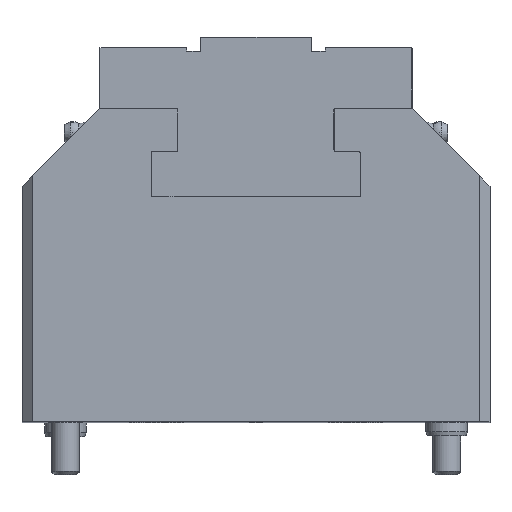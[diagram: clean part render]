
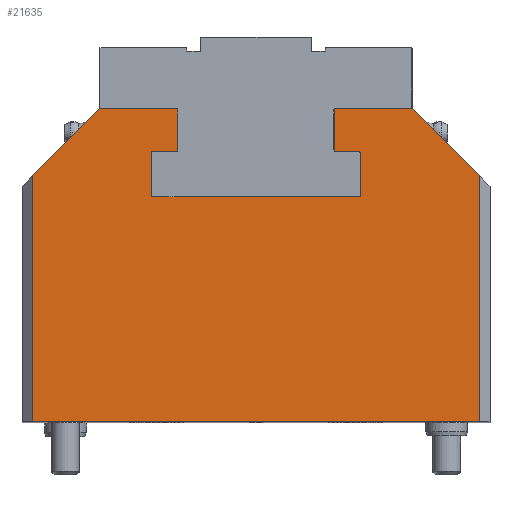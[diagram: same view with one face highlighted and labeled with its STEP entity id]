
A CAD part, top view. The second image highlights one B-rep face of the part: STEP entity #21635.
In plain terms, the highlighted planar face has unit normal (0, 0, 1).
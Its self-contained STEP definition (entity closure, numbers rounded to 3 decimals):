
#1329=LINE('',#29358,#3100);
#1342=LINE('',#29394,#3113);
#1427=LINE('',#30042,#3198);
#1714=LINE('',#31810,#3485);
#1722=LINE('',#31829,#3493);
#1728=LINE('',#31844,#3499);
#1732=LINE('',#31855,#3503);
#1733=LINE('',#31860,#3504);
#1735=LINE('',#31884,#3506);
#1736=LINE('',#31886,#3507);
#1737=LINE('',#31888,#3508);
#1738=LINE('',#31889,#3509);
#1739=LINE('',#31890,#3510);
#1740=LINE('',#31891,#3511);
#3100=VECTOR('',#24373,10.);
#3113=VECTOR('',#24396,10.);
#3198=VECTOR('',#24503,10.);
#3485=VECTOR('',#25726,10.);
#3493=VECTOR('',#25740,10.);
#3499=VECTOR('',#25754,10.);
#3503=VECTOR('',#25768,10.);
#3504=VECTOR('',#25775,10.);
#3506=VECTOR('',#25781,10.);
#3507=VECTOR('',#25782,10.);
#3508=VECTOR('',#25783,10.);
#3509=VECTOR('',#25784,10.);
#3510=VECTOR('',#25785,10.);
#3511=VECTOR('',#25786,10.);
#6571=FACE_OUTER_BOUND('',#7854,.T.);
#7854=EDGE_LOOP('',(#16132,#16133,#16134,#16135,#16136,#16137,#16138,#16139,
#16140,#16141,#16142,#16143,#16144,#16145,#16146,#16147,#16148,#16149));
#9144=CIRCLE('',#23236,1.2);
#9145=CIRCLE('',#23239,1.2);
#9146=CIRCLE('',#23241,0.4);
#9147=CIRCLE('',#23244,0.4);
#9517=VERTEX_POINT('',#29352);
#9519=VERTEX_POINT('',#29356);
#9536=VERTEX_POINT('',#29391);
#9537=VERTEX_POINT('',#29393);
#9720=VERTEX_POINT('',#30040);
#9721=VERTEX_POINT('',#30041);
#10160=VERTEX_POINT('',#31807);
#10161=VERTEX_POINT('',#31809);
#10166=VERTEX_POINT('',#31822);
#10169=VERTEX_POINT('',#31827);
#10172=VERTEX_POINT('',#31837);
#10173=VERTEX_POINT('',#31841);
#10174=VERTEX_POINT('',#31843);
#10175=VERTEX_POINT('',#31849);
#10176=VERTEX_POINT('',#31853);
#10177=VERTEX_POINT('',#31859);
#10182=VERTEX_POINT('',#31885);
#10183=VERTEX_POINT('',#31887);
#11529=EDGE_CURVE('',#9519,#9517,#1329,.T.);
#11546=EDGE_CURVE('',#9536,#9537,#1342,.T.);
#11732=EDGE_CURVE('',#9720,#9721,#1427,.T.);
#12402=EDGE_CURVE('',#10160,#10161,#1714,.T.);
#12411=EDGE_CURVE('',#10169,#10166,#1722,.T.);
#12415=EDGE_CURVE('',#9517,#10172,#9144,.T.);
#12418=EDGE_CURVE('',#10173,#10174,#1728,.T.);
#12420=EDGE_CURVE('',#10174,#9519,#9145,.T.);
#12422=EDGE_CURVE('',#10175,#10173,#9146,.T.);
#12424=EDGE_CURVE('',#10172,#10176,#1732,.T.);
#12425=EDGE_CURVE('',#10176,#10160,#9147,.T.);
#12426=EDGE_CURVE('',#10177,#10175,#1733,.T.);
#12432=EDGE_CURVE('',#9536,#10166,#1735,.T.);
#12433=EDGE_CURVE('',#10182,#10169,#1736,.T.);
#12434=EDGE_CURVE('',#10183,#10182,#1737,.T.);
#12435=EDGE_CURVE('',#10183,#9721,#1738,.T.);
#12436=EDGE_CURVE('',#10161,#9720,#1739,.T.);
#12437=EDGE_CURVE('',#9537,#10177,#1740,.T.);
#16132=ORIENTED_EDGE('',*,*,#11546,.F.);
#16133=ORIENTED_EDGE('',*,*,#12432,.T.);
#16134=ORIENTED_EDGE('',*,*,#12411,.F.);
#16135=ORIENTED_EDGE('',*,*,#12433,.F.);
#16136=ORIENTED_EDGE('',*,*,#12434,.F.);
#16137=ORIENTED_EDGE('',*,*,#12435,.T.);
#16138=ORIENTED_EDGE('',*,*,#11732,.F.);
#16139=ORIENTED_EDGE('',*,*,#12436,.F.);
#16140=ORIENTED_EDGE('',*,*,#12402,.F.);
#16141=ORIENTED_EDGE('',*,*,#12425,.F.);
#16142=ORIENTED_EDGE('',*,*,#12424,.F.);
#16143=ORIENTED_EDGE('',*,*,#12415,.F.);
#16144=ORIENTED_EDGE('',*,*,#11529,.F.);
#16145=ORIENTED_EDGE('',*,*,#12420,.F.);
#16146=ORIENTED_EDGE('',*,*,#12418,.F.);
#16147=ORIENTED_EDGE('',*,*,#12422,.F.);
#16148=ORIENTED_EDGE('',*,*,#12426,.F.);
#16149=ORIENTED_EDGE('',*,*,#12437,.F.);
#20849=PLANE('',#23247);
#21635=ADVANCED_FACE('',(#6571),#20849,.T.);
#23236=AXIS2_PLACEMENT_3D('',#31838,#25748,#25749);
#23239=AXIS2_PLACEMENT_3D('',#31847,#25758,#25759);
#23241=AXIS2_PLACEMENT_3D('',#31851,#25763,#25764);
#23244=AXIS2_PLACEMENT_3D('',#31857,#25771,#25772);
#23247=AXIS2_PLACEMENT_3D('',#31883,#25779,#25780);
#24373=DIRECTION('',(1.,0.,0.));
#24396=DIRECTION('',(1.,0.,0.));
#24503=DIRECTION('',(1.,0.,0.));
#25726=DIRECTION('',(-1.,0.,0.));
#25740=DIRECTION('',(0.,1.,0.));
#25748=DIRECTION('center_axis',(0.,0.,1.));
#25749=DIRECTION('ref_axis',(0.707,-0.707,0.));
#25754=DIRECTION('',(0.,-1.,0.));
#25758=DIRECTION('center_axis',(0.,0.,1.));
#25759=DIRECTION('ref_axis',(-0.707,-0.707,0.));
#25763=DIRECTION('center_axis',(0.,0.,1.));
#25764=DIRECTION('ref_axis',(-0.707,0.707,0.));
#25768=DIRECTION('',(0.,1.,0.));
#25771=DIRECTION('center_axis',(0.,0.,1.));
#25772=DIRECTION('ref_axis',(0.707,0.707,0.));
#25775=DIRECTION('',(-1.,0.,0.));
#25779=DIRECTION('center_axis',(0.,0.,1.));
#25780=DIRECTION('ref_axis',(1.,0.,0.));
#25781=DIRECTION('',(-0.707,-0.707,0.));
#25782=DIRECTION('',(-1.,0.,0.));
#25783=DIRECTION('',(0.,-1.,0.));
#25784=DIRECTION('',(-0.707,0.707,0.));
#25785=DIRECTION('',(0.,1.,0.));
#25786=DIRECTION('',(0.,-1.,0.));
#29352=CARTESIAN_POINT('',(28.8,55.,160.));
#29356=CARTESIAN_POINT('',(-28.8,55.,160.));
#29358=CARTESIAN_POINT('',(-30.,55.,160.));
#29391=CARTESIAN_POINT('',(-45.,80.5,160.));
#29393=CARTESIAN_POINT('',(-22.5,80.5,160.));
#29394=CARTESIAN_POINT('',(-41.961,80.5,160.));
#30040=CARTESIAN_POINT('',(22.5,80.5,160.));
#30041=CARTESIAN_POINT('',(45.,80.5,160.));
#30042=CARTESIAN_POINT('',(22.5,80.5,160.));
#31807=CARTESIAN_POINT('',(29.6,68.,160.));
#31809=CARTESIAN_POINT('',(22.5,68.,160.));
#31810=CARTESIAN_POINT('',(30.,68.,160.));
#31822=CARTESIAN_POINT('',(-64.5,61.,160.));
#31827=CARTESIAN_POINT('',(-64.5,-10.,160.));
#31829=CARTESIAN_POINT('',(-64.5,20.953,160.));
#31837=CARTESIAN_POINT('',(30.,56.2,160.));
#31838=CARTESIAN_POINT('Origin',(28.8,56.2,160.));
#31841=CARTESIAN_POINT('',(-30.,67.6,160.));
#31843=CARTESIAN_POINT('',(-30.,56.2,160.));
#31844=CARTESIAN_POINT('',(-30.,68.,160.));
#31847=CARTESIAN_POINT('Origin',(-28.8,56.2,160.));
#31849=CARTESIAN_POINT('',(-29.6,68.,160.));
#31851=CARTESIAN_POINT('Origin',(-29.6,67.6,160.));
#31853=CARTESIAN_POINT('',(30.,67.6,160.));
#31855=CARTESIAN_POINT('',(30.,55.,160.));
#31857=CARTESIAN_POINT('Origin',(29.6,67.6,160.));
#31859=CARTESIAN_POINT('',(-22.5,68.,160.));
#31860=CARTESIAN_POINT('',(-22.5,68.,160.));
#31883=CARTESIAN_POINT('Origin',(0.,41.905,160.));
#31884=CARTESIAN_POINT('',(-54.649,70.851,160.));
#31885=CARTESIAN_POINT('',(64.5,-10.,160.));
#31886=CARTESIAN_POINT('',(67.5,-10.,160.));
#31887=CARTESIAN_POINT('',(64.5,61.,160.));
#31888=CARTESIAN_POINT('',(64.5,60.703,160.));
#31889=CARTESIAN_POINT('',(43.899,81.601,160.));
#31890=CARTESIAN_POINT('',(22.5,68.,160.));
#31891=CARTESIAN_POINT('',(-22.5,80.5,160.));
